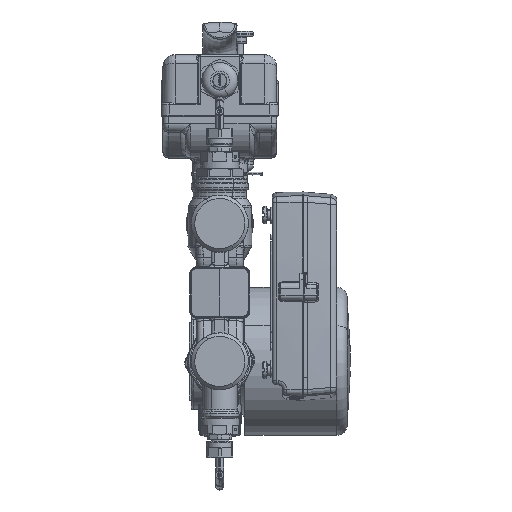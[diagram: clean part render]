
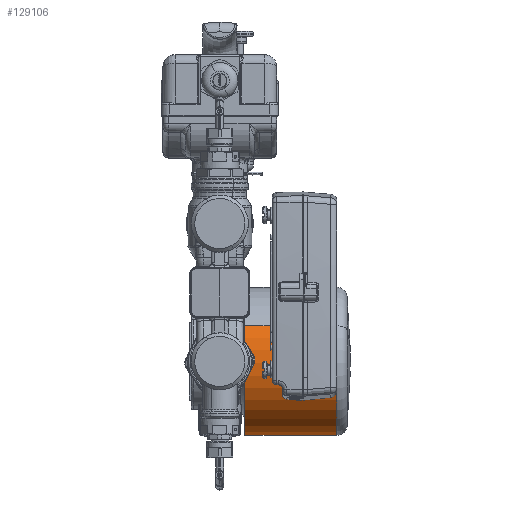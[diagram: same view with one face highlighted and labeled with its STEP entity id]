
A CAD part, front view. The second image highlights one B-rep face of the part: STEP entity #129106.
In plain terms, the highlighted cylindrical face has radius 43 mm (diameter 86 mm), a partial arc.
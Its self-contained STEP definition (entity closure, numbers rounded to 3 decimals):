
#129008=CARTESIAN_POINT('Axis2P3D Location',(67.88,188.12,-80.)) ;
#129012=CARTESIAN_POINT('Vertex',(67.88,225.856,-100.615)) ;
#129014=CARTESIAN_POINT('Vertex',(67.88,150.384,-59.385)) ;
#129048=CARTESIAN_POINT('Axis2P3D Location',(45.25,188.12,-80.)) ;
#129057=CARTESIAN_POINT('Vertex',(14.5,150.384,-59.385)) ;
#129059=CARTESIAN_POINT('Vertex',(14.5,225.856,-100.615)) ;
#129062=CARTESIAN_POINT('Line Origine',(41.19,150.384,-59.385)) ;
#129067=CARTESIAN_POINT('Line Origine',(41.19,225.856,-100.615)) ;
#129085=CARTESIAN_POINT('Axis2P3D Location',(14.5,188.12,-80.)) ;
#129064=VECTOR('Line Direction',#129063,1.) ;
#129069=VECTOR('Line Direction',#129068,1.) ;
#129009=DIRECTION('Axis2P3D Direction',(-1.,0.,0.)) ;
#129049=DIRECTION('Axis2P3D Direction',(-1.,0.,0.)) ;
#129050=DIRECTION('Axis2P3D XDirection',(0.,0.878,-0.479)) ;
#129063=DIRECTION('Vector Direction',(-1.,0.,0.)) ;
#129068=DIRECTION('Vector Direction',(-1.,0.,0.)) ;
#129086=DIRECTION('Axis2P3D Direction',(-1.,0.,0.)) ;
#129010=AXIS2_PLACEMENT_3D('Circle Axis2P3D',#129008,#129009,$) ;
#129051=AXIS2_PLACEMENT_3D('Cylinder Axis2P3D',#129048,#129049,#129050) ;
#129087=AXIS2_PLACEMENT_3D('Circle Axis2P3D',#129085,#129086,$) ;
#129065=LINE('Line',#129062,#129064) ;
#129070=LINE('Line',#129067,#129069) ;
#129011=CIRCLE('generated circle',#129010,43.) ;
#129088=CIRCLE('generated circle',#129087,43.) ;
#129052=CYLINDRICAL_SURFACE('generated cylinder',#129051,43.) ;
#129016=EDGE_CURVE('',#129013,#129015,#129011,.T.) ;
#129066=EDGE_CURVE('',#129058,#129015,#129065,.F.) ;
#129071=EDGE_CURVE('',#129060,#129013,#129070,.F.) ;
#129089=EDGE_CURVE('',#129060,#129058,#129088,.T.) ;
#129101=ORIENTED_EDGE('',*,*,#129089,.F.) ;
#129102=ORIENTED_EDGE('',*,*,#129071,.T.) ;
#129103=ORIENTED_EDGE('',*,*,#129016,.T.) ;
#129104=ORIENTED_EDGE('',*,*,#129066,.F.) ;
#129100=EDGE_LOOP('',(#129101,#129102,#129103,#129104)) ;
#129013=VERTEX_POINT('',#129012) ;
#129015=VERTEX_POINT('',#129014) ;
#129058=VERTEX_POINT('',#129057) ;
#129060=VERTEX_POINT('',#129059) ;
#129106=ADVANCED_FACE('PartBody',(#129105),#129052,.T.) ;
#129105=FACE_OUTER_BOUND('',#129100,.T.) ;
